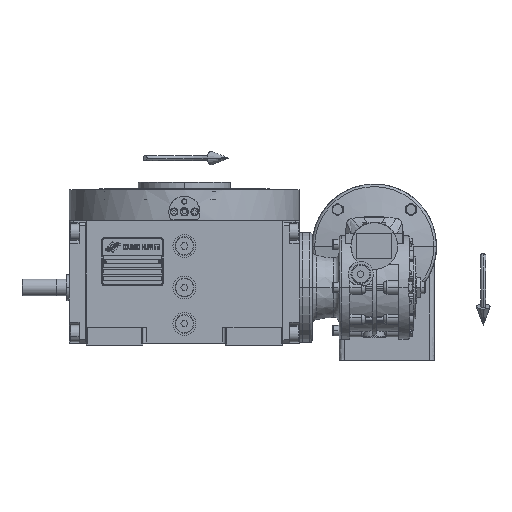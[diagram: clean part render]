
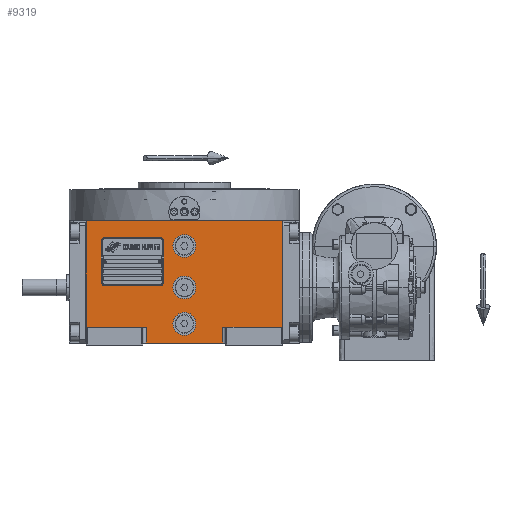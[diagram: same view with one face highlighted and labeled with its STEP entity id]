
A CAD part, top view. The second image highlights one B-rep face of the part: STEP entity #9319.
In plain terms, the highlighted planar face has unit normal (0, 0, 1).
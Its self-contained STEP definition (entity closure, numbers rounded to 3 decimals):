
#861 = DIRECTION ( 'NONE',  ( 1., 0., 0. ) ) ;
#1895 = CARTESIAN_POINT ( 'NONE',  ( -94.5, 64.5, 163.5 ) ) ;
#2548 = ORIENTED_EDGE ( 'NONE', *, *, #27786, .F. ) ;
#2599 = CIRCLE ( 'NONE', #29295, 11. ) ;
#2908 = EDGE_CURVE ( 'NONE', #11594, #97930, #29523, .T. ) ;
#3082 = DIRECTION ( 'NONE',  ( 1., 0., 0. ) ) ;
#4208 = ORIENTED_EDGE ( 'NONE', *, *, #55262, .F. ) ;
#4403 = DIRECTION ( 'NONE',  ( 0., 0., 1. ) ) ;
#4962 = EDGE_CURVE ( 'NONE', #11594, #63169, #74621, .T. ) ;
#5496 = DIRECTION ( 'NONE',  ( 0., 0., 1. ) ) ;
#5638 = VECTOR ( 'NONE', #64023, 1000. ) ;
#6092 = CARTESIAN_POINT ( 'NONE',  ( 0., 40., 163.5 ) ) ;
#6918 = CARTESIAN_POINT ( 'NONE',  ( -11., 0., 163.5 ) ) ;
#8257 = VERTEX_POINT ( 'NONE', #53426 ) ;
#8471 = CIRCLE ( 'NONE', #88570, 11. ) ;
#8603 = DIRECTION ( 'NONE',  ( 0., 0., 1. ) ) ;
#9319 = ADVANCED_FACE ( 'NONE', ( #90412, #16406, #25954, #9801 ), #71313, .T. ) ;
#9648 = CIRCLE ( 'NONE', #51614, 11. ) ;
#9801 = FACE_OUTER_BOUND ( 'NONE', #52531, .T. ) ;
#11594 = VERTEX_POINT ( 'NONE', #81613 ) ;
#13433 = DIRECTION ( 'NONE',  ( 1., 0., 0. ) ) ;
#15638 = CARTESIAN_POINT ( 'NONE',  ( 94.5, -38.5, 163.5 ) ) ;
#16406 = FACE_BOUND ( 'NONE', #71218, .T. ) ;
#17256 = VECTOR ( 'NONE', #83678, 1000. ) ;
#17596 = DIRECTION ( 'NONE',  ( 1., 0., 0. ) ) ;
#17747 = CARTESIAN_POINT ( 'NONE',  ( 94.5, 64.5, 163.5 ) ) ;
#18554 = VECTOR ( 'NONE', #43673, 1000. ) ;
#20387 = CARTESIAN_POINT ( 'NONE',  ( 0., -35., 163.5 ) ) ;
#20451 = CARTESIAN_POINT ( 'NONE',  ( 11., 40., 163.5 ) ) ;
#21225 = DIRECTION ( 'NONE',  ( -1., 0., 0. ) ) ;
#21947 = CIRCLE ( 'NONE', #35316, 11. ) ;
#22899 = CARTESIAN_POINT ( 'NONE',  ( 94.5, -38.5, 163.5 ) ) ;
#22971 = DIRECTION ( 'NONE',  ( 0., 0., 1. ) ) ;
#24582 = LINE ( 'NONE', #15638, #18554 ) ;
#25199 = DIRECTION ( 'NONE',  ( -1., 0., 0. ) ) ;
#25657 = EDGE_LOOP ( 'NONE', ( #100672, #51653 ) ) ;
#25954 = FACE_BOUND ( 'NONE', #94233, .T. ) ;
#27786 = EDGE_CURVE ( 'NONE', #114613, #85319, #30540, .T. ) ;
#28327 = CIRCLE ( 'NONE', #41718, 11. ) ;
#29295 = AXIS2_PLACEMENT_3D ( 'NONE', #20387, #66372, #101559 ) ;
#29391 = ORIENTED_EDGE ( 'NONE', *, *, #61299, .F. ) ;
#29523 = LINE ( 'NONE', #37911, #98741 ) ;
#30540 = CIRCLE ( 'NONE', #110604, 11. ) ;
#35316 = AXIS2_PLACEMENT_3D ( 'NONE', #48492, #103962, #3082 ) ;
#37142 = ORIENTED_EDGE ( 'NONE', *, *, #65512, .T. ) ;
#37911 = CARTESIAN_POINT ( 'NONE',  ( 37., -38.5, 163.5 ) ) ;
#38605 = EDGE_CURVE ( 'NONE', #96775, #42197, #28327, .T. ) ;
#39672 = CARTESIAN_POINT ( 'NONE',  ( -11., -35., 163.5 ) ) ;
#40853 = DIRECTION ( 'NONE',  ( 1., 0., 0. ) ) ;
#40871 = CARTESIAN_POINT ( 'NONE',  ( 0., -35., 163.5 ) ) ;
#41718 = AXIS2_PLACEMENT_3D ( 'NONE', #74349, #47493, #21225 ) ;
#42197 = VERTEX_POINT ( 'NONE', #43884 ) ;
#43673 = DIRECTION ( 'NONE',  ( 0., 1., 0. ) ) ;
#43884 = CARTESIAN_POINT ( 'NONE',  ( 11., 0., 163.5 ) ) ;
#44674 = CARTESIAN_POINT ( 'NONE',  ( 37., -53.5, 163.5 ) ) ;
#46322 = EDGE_CURVE ( 'NONE', #42197, #96775, #8471, .T. ) ;
#47115 = ORIENTED_EDGE ( 'NONE', *, *, #116671, .T. ) ;
#47493 = DIRECTION ( 'NONE',  ( 0., 0., 1. ) ) ;
#48492 = CARTESIAN_POINT ( 'NONE',  ( 0., 40., 163.5 ) ) ;
#50470 = CARTESIAN_POINT ( 'NONE',  ( -94.5, -38.5, 163.5 ) ) ;
#50482 = ORIENTED_EDGE ( 'NONE', *, *, #107586, .F. ) ;
#51614 = AXIS2_PLACEMENT_3D ( 'NONE', #6092, #5496, #25199 ) ;
#51653 = ORIENTED_EDGE ( 'NONE', *, *, #38605, .F. ) ;
#52040 = CARTESIAN_POINT ( 'NONE',  ( -37., -53.5, 163.5 ) ) ;
#52531 = EDGE_LOOP ( 'NONE', ( #101998, #97909, #83421, #37142, #116118, #85577, #47115, #50482 ) ) ;
#53426 = CARTESIAN_POINT ( 'NONE',  ( -37., -53.5, 163.5 ) ) ;
#55262 = EDGE_CURVE ( 'NONE', #85581, #72618, #9648, .T. ) ;
#55565 = CARTESIAN_POINT ( 'NONE',  ( 37., -38.5, 163.5 ) ) ;
#59639 = CARTESIAN_POINT ( 'NONE',  ( -37., -38.5, 163.5 ) ) ;
#61299 = EDGE_CURVE ( 'NONE', #85319, #114613, #2599, .T. ) ;
#62158 = LINE ( 'NONE', #52040, #70094 ) ;
#62282 = AXIS2_PLACEMENT_3D ( 'NONE', #80848, #8603, #17596 ) ;
#63169 = VERTEX_POINT ( 'NONE', #44674 ) ;
#64023 = DIRECTION ( 'NONE',  ( 1., 0., 0. ) ) ;
#65512 = EDGE_CURVE ( 'NONE', #97930, #79051, #24582, .T. ) ;
#66372 = DIRECTION ( 'NONE',  ( 0., 0., 1. ) ) ;
#68871 = VECTOR ( 'NONE', #71535, 1000. ) ;
#70094 = VECTOR ( 'NONE', #88388, 1000. ) ;
#71218 = EDGE_LOOP ( 'NONE', ( #2548, #29391 ) ) ;
#71313 = PLANE ( 'NONE',  #62282 ) ;
#71535 = DIRECTION ( 'NONE',  ( 1., 0., 0. ) ) ;
#72618 = VERTEX_POINT ( 'NONE', #20451 ) ;
#73543 = CARTESIAN_POINT ( 'NONE',  ( -11., 40., 163.5 ) ) ;
#74349 = CARTESIAN_POINT ( 'NONE',  ( 0., 0., 163.5 ) ) ;
#74621 = LINE ( 'NONE', #55565, #91496 ) ;
#74710 = EDGE_CURVE ( 'NONE', #99257, #81181, #103578, .T. ) ;
#78486 = CARTESIAN_POINT ( 'NONE',  ( -94.5, 64.5, 163.5 ) ) ;
#79051 = VERTEX_POINT ( 'NONE', #17747 ) ;
#80848 = CARTESIAN_POINT ( 'NONE',  ( -94.5, -53.5, 163.5 ) ) ;
#81181 = VERTEX_POINT ( 'NONE', #78486 ) ;
#81613 = CARTESIAN_POINT ( 'NONE',  ( 37., -38.5, 163.5 ) ) ;
#83421 = ORIENTED_EDGE ( 'NONE', *, *, #2908, .T. ) ;
#83678 = DIRECTION ( 'NONE',  ( 1., 0., 0. ) ) ;
#84822 = LINE ( 'NONE', #109349, #5638 ) ;
#84869 = LINE ( 'NONE', #1895, #17256 ) ;
#85046 = CARTESIAN_POINT ( 'NONE',  ( 11., -35., 163.5 ) ) ;
#85319 = VERTEX_POINT ( 'NONE', #39672 ) ;
#85577 = ORIENTED_EDGE ( 'NONE', *, *, #74710, .F. ) ;
#85581 = VERTEX_POINT ( 'NONE', #73543 ) ;
#86119 = VERTEX_POINT ( 'NONE', #59639 ) ;
#86204 = CARTESIAN_POINT ( 'NONE',  ( 0., 0., 163.5 ) ) ;
#88388 = DIRECTION ( 'NONE',  ( 0., 1., 0. ) ) ;
#88570 = AXIS2_PLACEMENT_3D ( 'NONE', #86204, #4403, #40853 ) ;
#90059 = CARTESIAN_POINT ( 'NONE',  ( -94.5, -38.5, 163.5 ) ) ;
#90412 = FACE_BOUND ( 'NONE', #25657, .T. ) ;
#91496 = VECTOR ( 'NONE', #111009, 1000. ) ;
#94233 = EDGE_LOOP ( 'NONE', ( #95595, #4208 ) ) ;
#95595 = ORIENTED_EDGE ( 'NONE', *, *, #95721, .F. ) ;
#95721 = EDGE_CURVE ( 'NONE', #72618, #85581, #21947, .T. ) ;
#96775 = VERTEX_POINT ( 'NONE', #6918 ) ;
#97226 = LINE ( 'NONE', #90059, #68871 ) ;
#97909 = ORIENTED_EDGE ( 'NONE', *, *, #4962, .F. ) ;
#97930 = VERTEX_POINT ( 'NONE', #22899 ) ;
#98741 = VECTOR ( 'NONE', #861, 1000. ) ;
#99257 = VERTEX_POINT ( 'NONE', #111389 ) ;
#100672 = ORIENTED_EDGE ( 'NONE', *, *, #46322, .F. ) ;
#101559 = DIRECTION ( 'NONE',  ( -1., 0., 0. ) ) ;
#101998 = ORIENTED_EDGE ( 'NONE', *, *, #109778, .T. ) ;
#103578 = LINE ( 'NONE', #50470, #114059 ) ;
#103962 = DIRECTION ( 'NONE',  ( 0., 0., 1. ) ) ;
#107586 = EDGE_CURVE ( 'NONE', #8257, #86119, #62158, .T. ) ;
#109349 = CARTESIAN_POINT ( 'NONE',  ( -37., -53.5, 163.5 ) ) ;
#109778 = EDGE_CURVE ( 'NONE', #8257, #63169, #84822, .T. ) ;
#110604 = AXIS2_PLACEMENT_3D ( 'NONE', #40871, #22971, #13433 ) ;
#111009 = DIRECTION ( 'NONE',  ( 0., -1., 0. ) ) ;
#111389 = CARTESIAN_POINT ( 'NONE',  ( -94.5, -38.5, 163.5 ) ) ;
#112560 = EDGE_CURVE ( 'NONE', #81181, #79051, #84869, .T. ) ;
#113720 = DIRECTION ( 'NONE',  ( 0., 1., 0. ) ) ;
#114059 = VECTOR ( 'NONE', #113720, 1000. ) ;
#114613 = VERTEX_POINT ( 'NONE', #85046 ) ;
#116118 = ORIENTED_EDGE ( 'NONE', *, *, #112560, .F. ) ;
#116671 = EDGE_CURVE ( 'NONE', #99257, #86119, #97226, .T. ) ;
